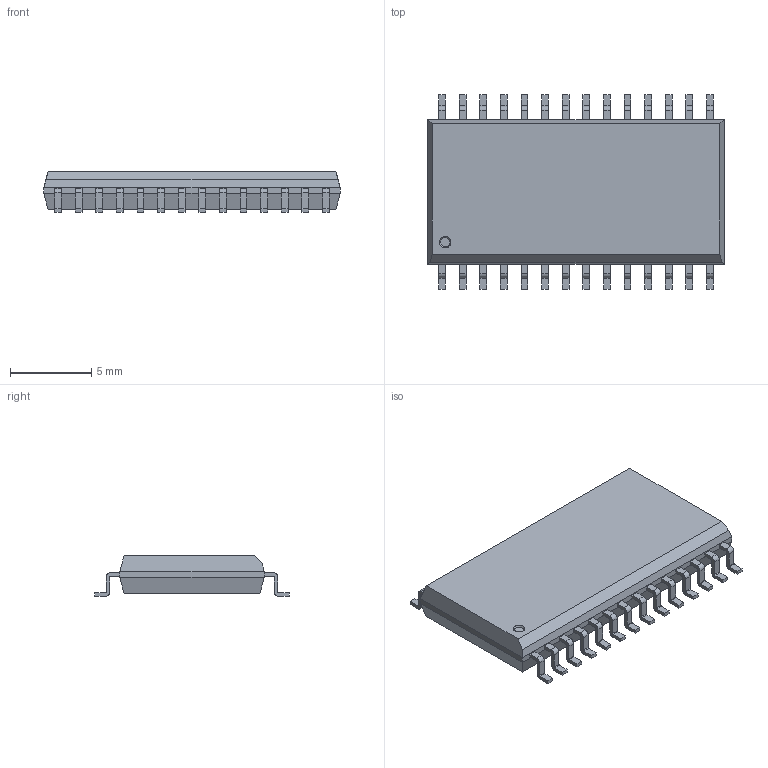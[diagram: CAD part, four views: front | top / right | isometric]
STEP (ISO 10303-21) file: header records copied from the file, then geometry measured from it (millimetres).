
FILE_DESCRIPTION(('STEP AP214'), '1');
FILE_NAME('SOIC_package', '2019-01-08T20:22:26', ('Che'), (''), 'ASCON STEP Converter 1.3', 'ASCON Math Kernel', '');
FILE_SCHEMA(('AUTOMOTIVE_DESIGN { 1 0 10303 214 3 1 1}'));
Length unit declared in the file: millimetre
Bounding box: 18.26 x 12 x 2.5 mm (x, y, z)
Volume: 368.5 mm3; surface area: 516.6 mm2
Topology: 1 solids, 1 shells, 381 faces, 1042 edges, 692 vertices
Faces by surface type: plane 268, cylinder 112, cone 1
Entity records: 15105 total; most frequent: CARTESIAN_POINT 2115, ORIENTED_EDGE 2082, DIRECTION 2031, EDGE_CURVE 1041, LINE 815, VECTOR 815, VERTEX_POINT 692, AXIS2_PLACEMENT_3D 608
